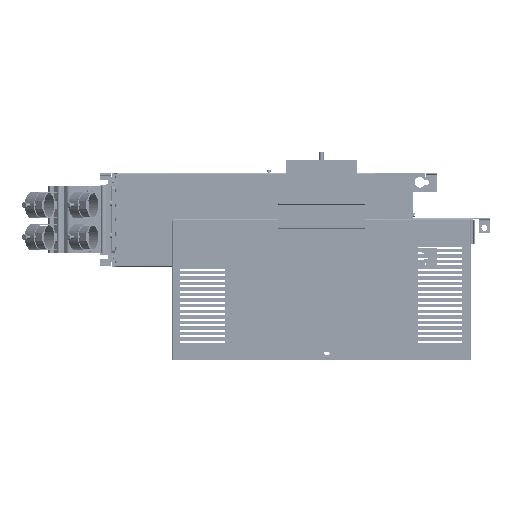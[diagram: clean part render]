
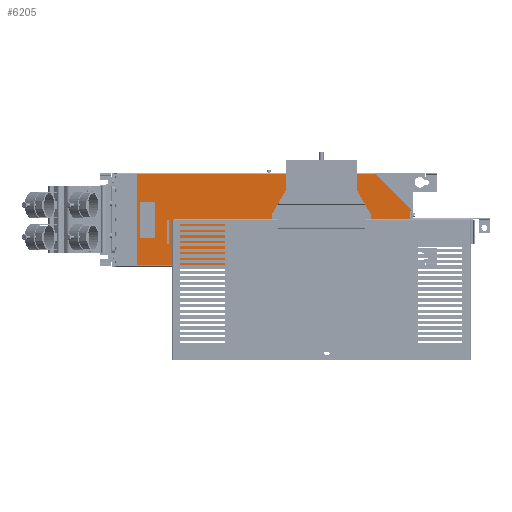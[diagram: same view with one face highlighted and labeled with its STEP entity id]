
A CAD part, top view. The second image highlights one B-rep face of the part: STEP entity #6205.
In plain terms, the highlighted face is planar.
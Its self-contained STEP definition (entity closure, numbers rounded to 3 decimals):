
#6205 = ADVANCED_FACE( '', ( #13852 ), #13853, .F. );
#13852 = FACE_OUTER_BOUND( '', #27762, .T. );
#13853 = PLANE( '', #27763 );
#27762 = EDGE_LOOP( '', ( #51437, #51438, #51439, #51440, #51441, #51442, #51443, #51444, #51445, #51446, #51447, #51448 ) );
#27763 = AXIS2_PLACEMENT_3D( '', #51449, #51450, #51451 );
#51437 = ORIENTED_EDGE( '', *, *, #127566, .F. );
#51438 = ORIENTED_EDGE( '', *, *, #127567, .F. );
#51439 = ORIENTED_EDGE( '', *, *, #127568, .T. );
#51440 = ORIENTED_EDGE( '', *, *, #127441, .F. );
#51441 = ORIENTED_EDGE( '', *, *, #127569, .F. );
#51442 = ORIENTED_EDGE( '', *, *, #127570, .F. );
#51443 = ORIENTED_EDGE( '', *, *, #125732, .T. );
#51444 = ORIENTED_EDGE( '', *, *, #127424, .T. );
#51445 = ORIENTED_EDGE( '', *, *, #125757, .T. );
#51446 = ORIENTED_EDGE( '', *, *, #127446, .T. );
#51447 = ORIENTED_EDGE( '', *, *, #127571, .T. );
#51448 = ORIENTED_EDGE( '', *, *, #127543, .F. );
#51449 = CARTESIAN_POINT( '', ( -270., 1.5, -85. ) );
#51450 = DIRECTION( '', ( 0., -1., 0. ) );
#51451 = DIRECTION( '', ( 0., 0., -1. ) );
#125732 = EDGE_CURVE( '', #140502, #140499, #140503, .T. );
#125757 = EDGE_CURVE( '', #140548, #140546, #140549, .T. );
#127424 = EDGE_CURVE( '', #140499, #140548, #143391, .T. );
#127441 = EDGE_CURVE( '', #143422, #143423, #143424, .T. );
#127446 = EDGE_CURVE( '', #140546, #140559, #143430, .T. );
#127543 = EDGE_CURVE( '', #143612, #143614, #143615, .T. );
#127566 = EDGE_CURVE( '', #143655, #143612, #143656, .T. );
#127567 = EDGE_CURVE( '', #143657, #143655, #143658, .T. );
#127568 = EDGE_CURVE( '', #143657, #143423, #143659, .T. );
#127569 = EDGE_CURVE( '', #143660, #143422, #143661, .T. );
#127570 = EDGE_CURVE( '', #140502, #143660, #143662, .T. );
#127571 = EDGE_CURVE( '', #140559, #143614, #143663, .T. );
#140499 = VERTEX_POINT( '', #164888 );
#140502 = VERTEX_POINT( '', #164892 );
#140503 = LINE( '', #164893, #164894 );
#140546 = VERTEX_POINT( '', #164956 );
#140548 = VERTEX_POINT( '', #164958 );
#140549 = LINE( '', #164959, #164960 );
#140559 = VERTEX_POINT( '', #164973 );
#143391 = LINE( '', #169431, #169432 );
#143422 = VERTEX_POINT( '', #169474 );
#143423 = VERTEX_POINT( '', #169475 );
#143424 = LINE( '', #169476, #169477 );
#143430 = LINE( '', #169486, #169487 );
#143612 = VERTEX_POINT( '', #169753 );
#143614 = VERTEX_POINT( '', #169756 );
#143615 = LINE( '', #169757, #169758 );
#143655 = VERTEX_POINT( '', #169814 );
#143656 = LINE( '', #169815, #169816 );
#143657 = VERTEX_POINT( '', #169817 );
#143658 = LINE( '', #169818, #169819 );
#143659 = LINE( '', #169820, #169821 );
#143660 = VERTEX_POINT( '', #169822 );
#143661 = LINE( '', #169823, #169824 );
#143662 = LINE( '', #169825, #169826 );
#143663 = LINE( '', #169827, #169828 );
#164888 = CARTESIAN_POINT( '', ( 267.7, 1.5, -82.7 ) );
#164892 = CARTESIAN_POINT( '', ( 268.498, 1.5, -82.7 ) );
#164893 = CARTESIAN_POINT( '', ( 270., 1.5, -82.7 ) );
#164894 = VECTOR( '', #273957, 1000. );
#164956 = CARTESIAN_POINT( '', ( -228., 1.5, 82.5 ) );
#164958 = CARTESIAN_POINT( '', ( -228., 1.5, -82.7 ) );
#164959 = CARTESIAN_POINT( '', ( -228., 1.5, -85. ) );
#164960 = VECTOR( '', #273992, 1000. );
#164973 = CARTESIAN_POINT( '', ( 267.7, 1.5, 82.5 ) );
#169431 = CARTESIAN_POINT( '', ( 270., 1.5, -82.7 ) );
#169432 = VECTOR( '', #275733, 1000. );
#169474 = CARTESIAN_POINT( '', ( 264.998, 1.5, -15. ) );
#169475 = CARTESIAN_POINT( '', ( 264.998, 1.5, -14. ) );
#169476 = CARTESIAN_POINT( '', ( 264.998, 1.5, -15. ) );
#169477 = VECTOR( '', #275760, 1000. );
#169486 = CARTESIAN_POINT( '', ( -270., 1.5, 82.5 ) );
#169487 = VECTOR( '', #275767, 1000. );
#169753 = CARTESIAN_POINT( '', ( 268.498, 1.5, 15. ) );
#169756 = CARTESIAN_POINT( '', ( 268.498, 1.5, 82.5 ) );
#169757 = CARTESIAN_POINT( '', ( 268.498, 1.5, -85. ) );
#169758 = VECTOR( '', #275886, 1000. );
#169814 = CARTESIAN_POINT( '', ( 264.998, 1.5, 15. ) );
#169815 = CARTESIAN_POINT( '', ( 264.998, 1.5, 15. ) );
#169816 = VECTOR( '', #275921, 1000. );
#169817 = CARTESIAN_POINT( '', ( 264.998, 1.5, 14. ) );
#169818 = CARTESIAN_POINT( '', ( 264.998, 1.5, -15. ) );
#169819 = VECTOR( '', #275922, 1000. );
#169820 = CARTESIAN_POINT( '', ( 264.998, 1.5, 14. ) );
#169821 = VECTOR( '', #275923, 1000. );
#169822 = CARTESIAN_POINT( '', ( 268.498, 1.5, -15. ) );
#169823 = CARTESIAN_POINT( '', ( 268.498, 1.5, -15. ) );
#169824 = VECTOR( '', #275924, 1000. );
#169825 = CARTESIAN_POINT( '', ( 268.498, 1.5, -85. ) );
#169826 = VECTOR( '', #275925, 1000. );
#169827 = CARTESIAN_POINT( '', ( -270., 1.5, 82.5 ) );
#169828 = VECTOR( '', #275926, 1000. );
#273957 = DIRECTION( '', ( -1., 0., 0. ) );
#273992 = DIRECTION( '', ( 0., 0., 1. ) );
#275733 = DIRECTION( '', ( -1., 0., 0. ) );
#275760 = DIRECTION( '', ( 0., 0., 1. ) );
#275767 = DIRECTION( '', ( 1., 0., 0. ) );
#275886 = DIRECTION( '', ( 0., 0., 1. ) );
#275921 = DIRECTION( '', ( 1., 0., 0. ) );
#275922 = DIRECTION( '', ( 0., 0., 1. ) );
#275923 = DIRECTION( '', ( 0., 0., -1. ) );
#275924 = DIRECTION( '', ( -1., 0., 0. ) );
#275925 = DIRECTION( '', ( 0., 0., 1. ) );
#275926 = DIRECTION( '', ( 1., 0., 0. ) );
